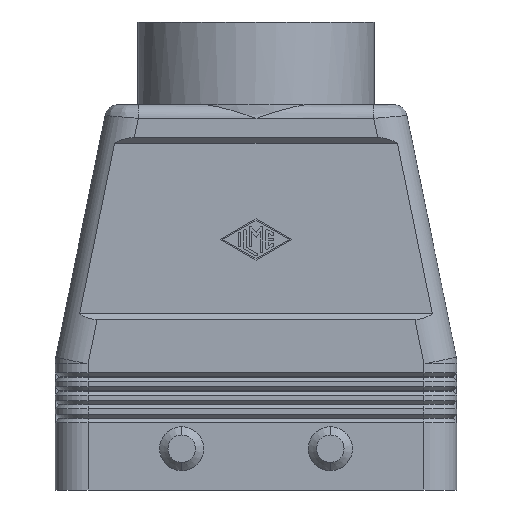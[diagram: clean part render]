
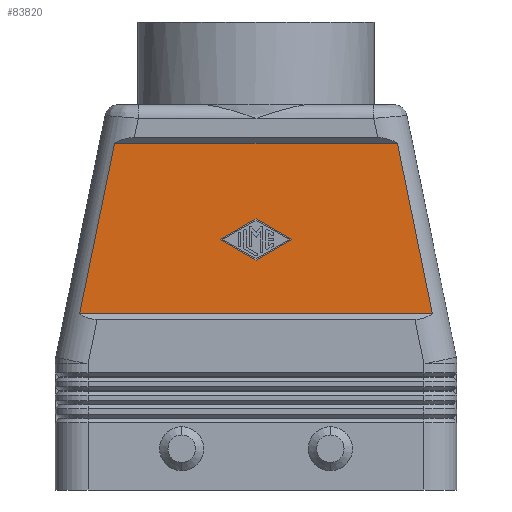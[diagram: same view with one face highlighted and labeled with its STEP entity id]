
A CAD part, front view. The second image highlights one B-rep face of the part: STEP entity #83820.
In plain terms, the highlighted planar face has unit normal (0, -1, 0).
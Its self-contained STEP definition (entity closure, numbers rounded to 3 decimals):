
#3760=CARTESIAN_POINT('',(32.025,-20.5,32.));
#3770=VERTEX_POINT('',#3760);
#3800=CARTESIAN_POINT('',(24.636,-20.5,68.164));
#3810=DIRECTION('',(0.2,0.,-0.98));
#3820=VECTOR('',#3810,1.);
#3830=LINE('',#3800,#3820);
#3840=CARTESIAN_POINT('',(25.691,-20.5,63.));
#3850=VERTEX_POINT('',#3840);
#3860=EDGE_CURVE('',#3850,#3770,#3830,.T.);
#6590=CARTESIAN_POINT('',(-25.691,-20.5,63.));
#6600=VERTEX_POINT('',#6590);
#6630=CARTESIAN_POINT('',(-33.75,-20.5,23.557));
#6640=DIRECTION('',(0.2,0.,0.98));
#6650=VECTOR('',#6640,1.);
#6660=LINE('',#6630,#6650);
#6670=CARTESIAN_POINT('',(-32.025,-20.5,32.));
#6680=VERTEX_POINT('',#6670);
#6690=EDGE_CURVE('',#6680,#6600,#6660,.T.);
#33540=CARTESIAN_POINT('',(-6.5,-20.5,45.5));
#33550=VERTEX_POINT('',#33540);
#33720=CARTESIAN_POINT('',(0.,-20.5,41.751))
;
#33730=VERTEX_POINT('',#33720);
#33760=CARTESIAN_POINT('',(0.,-20.5,41.751));
#33770=DIRECTION('',(-0.866,-0.,0.5));
#33780=VECTOR('',#33770,1.);
#33790=LINE('',#33760,#33780);
#33800=EDGE_CURVE('',#33730,#33550,#33790,.T.);
#63930=CARTESIAN_POINT('',(6.5,-20.5,45.5));
#63940=VERTEX_POINT('',#63930);
#64110=CARTESIAN_POINT('',(0.,-20.5,49.249))
;
#64120=VERTEX_POINT('',#64110);
#64150=CARTESIAN_POINT('',(0.,-20.5,49.249));
#64160=DIRECTION('',(0.866,-0.,-0.5));
#64170=VECTOR('',#64160,1.);
#64180=LINE('',#64150,#64170);
#64190=EDGE_CURVE('',#64120,#63940,#64180,.T.);
#66500=CARTESIAN_POINT('',(0.,-20.5,32.));
#66510=DIRECTION('',(1.,-0.,-0.));
#66520=VECTOR('',#66510,1.);
#66530=LINE('',#66500,#66520);
#66540=EDGE_CURVE('',#6680,#3770,#66530,.T.);
#67390=CARTESIAN_POINT('',(0.,-20.5,63.));
#67400=DIRECTION('',(1.,0.,0.));
#67410=VECTOR('',#67400,1.);
#67420=LINE('',#67390,#67410);
#67430=EDGE_CURVE('',#6600,#3850,#67420,.T.);
#71300=CARTESIAN_POINT('',(0.,-20.5,41.751));
#71310=DIRECTION('',(-0.866,-0.,-0.5));
#71320=VECTOR('',#71310,1.);
#71330=LINE('',#71300,#71320);
#71340=EDGE_CURVE('',#63940,#33730,#71330,.T.);
#83600=CARTESIAN_POINT('',(-38.43,-20.5,66.1));
#83610=DIRECTION('',(0.,-1.,0.));
#83620=DIRECTION('',(-1.,-0.,0.));
#83630=AXIS2_PLACEMENT_3D('',#83600,#83610,#83620);
#83640=PLANE('',#83630);
#83650=ORIENTED_EDGE('',*,*,#66540,.T.);
#83660=ORIENTED_EDGE('',*,*,#6690,.F.);
#83670=ORIENTED_EDGE('',*,*,#67430,.F.);
#83680=ORIENTED_EDGE('',*,*,#3860,.F.);
#83690=EDGE_LOOP('',(#83680,#83670,#83660,#83650));
#83700=FACE_OUTER_BOUND('',#83690,.T.);
#83710=ORIENTED_EDGE('',*,*,#71340,.T.);
#83720=ORIENTED_EDGE('',*,*,#64190,.T.);
#83730=CARTESIAN_POINT('',(0.,-20.5,49.249));
#83740=DIRECTION('',(0.866,-0.,0.5));
#83750=VECTOR('',#83740,1.);
#83760=LINE('',#83730,#83750);
#83770=EDGE_CURVE('',#33550,#64120,#83760,.T.);
#83780=ORIENTED_EDGE('',*,*,#83770,.T.);
#83790=ORIENTED_EDGE('',*,*,#33800,.T.);
#83800=EDGE_LOOP('',(#83790,#83780,#83720,#83710));
#83810=FACE_BOUND('',#83800,.T.);
#83820=ADVANCED_FACE('',(#83700,#83810),#83640,.T.);
